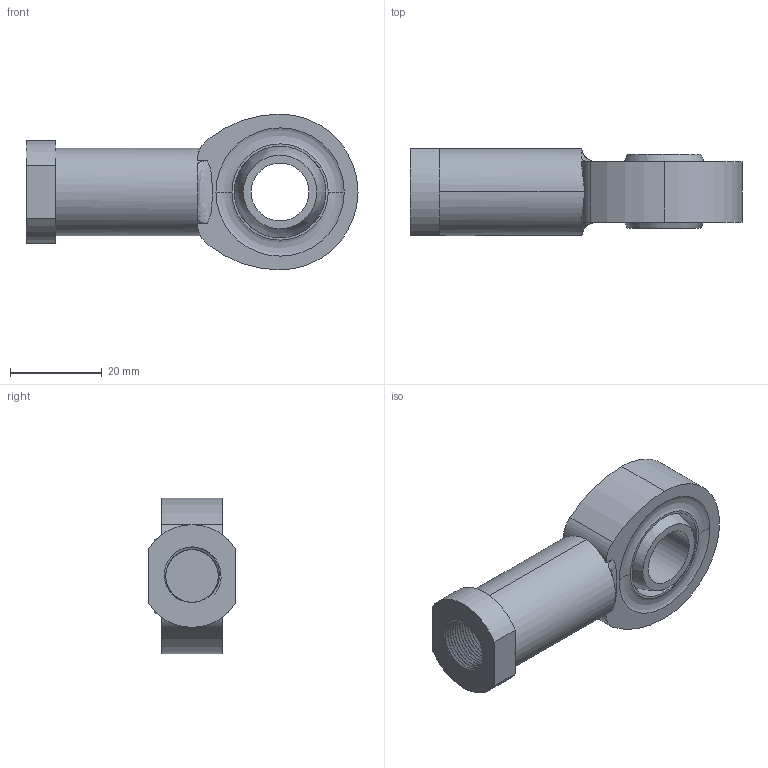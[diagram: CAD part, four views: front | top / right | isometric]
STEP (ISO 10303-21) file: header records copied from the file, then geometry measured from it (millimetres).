
FILE_DESCRIPTION((''),'2;1');
FILE_NAME('ROTULA_M12','2020-08-13T07:12:51',('Z606945'),(''),'CREO PARAMETRIC BY PTC INC, 2019164','CREO PARAMETRIC BY PTC INC, 2019164','');
FILE_SCHEMA(('AUTOMOTIVE_DESIGN { 1 0 10303 214 1 1 1 1 }'));
Length unit declared in the file: millimetre
Products named in the file (1): ROTULA_M12
Bounding box: 72.45 x 19.1 x 34 mm (x, y, z)
Volume: 18183.9 mm3; surface area: 10623.2 mm2
Topology: 2 solids, 2 shells, 160 faces, 442 edges, 290 vertices
Faces by surface type: cylinder 109, bspline 31, plane 16, torus 4
Entity records: 13532 total; most frequent: CARTESIAN_POINT 9686, ORIENTED_EDGE 884, DIRECTION 509, EDGE_CURVE 442, VERTEX_POINT 290, B_SPLINE_CURVE_WITH_KNOTS 240, AXIS2_PLACEMENT_3D 178, EDGE_LOOP 168
